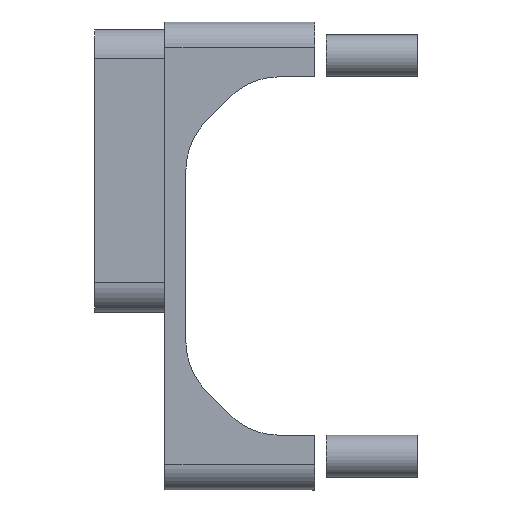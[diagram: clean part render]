
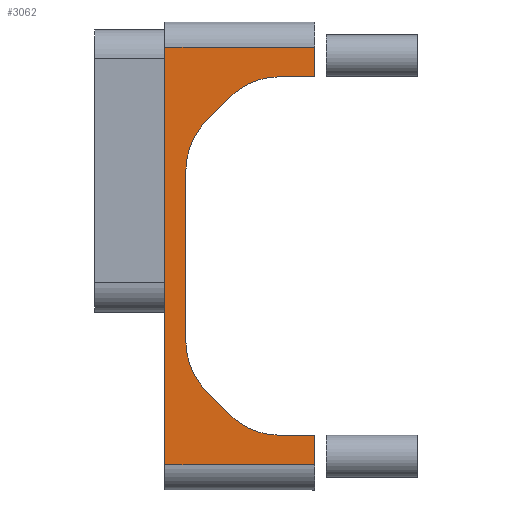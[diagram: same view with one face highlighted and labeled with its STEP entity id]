
A CAD part, left-side view. The second image highlights one B-rep face of the part: STEP entity #3062.
In plain terms, the highlighted planar face has unit normal (-1, 0, 0).
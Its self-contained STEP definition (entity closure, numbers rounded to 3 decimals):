
#78=PLANE($,#3438);
#119=LINE($,#4759,#309);
#130=LINE($,#4789,#320);
#135=LINE($,#4806,#325);
#142=LINE($,#4823,#332);
#173=LINE($,#4918,#363);
#176=LINE($,#4926,#366);
#191=LINE($,#4968,#381);
#254=LINE($,#5268,#444);
#255=LINE($,#5271,#445);
#256=LINE($,#5272,#446);
#309=VECTOR($,#3756,24.466);
#320=VECTOR($,#3779,4.726);
#325=VECTOR($,#3800,4.726);
#332=VECTOR($,#3817,5.058);
#363=VECTOR($,#3918,5.058);
#366=VECTOR($,#3927,4.22);
#381=VECTOR($,#3972,4.22);
#444=VECTOR($,#4349,21.4);
#445=VECTOR($,#4352,59.59);
#446=VECTOR($,#4353,21.4);
#835=FACE_OUTER_BOUND($,#1049,.T.);
#1049=EDGE_LOOP($,(#2694,#2695,#2696,#2697,#2698,#2699,#2700,#2701,#2702,
#2703,#2704,#2705,#2706,#2707));
#1224=CIRCLE($,#3212,10.);
#1226=CIRCLE($,#3216,10.);
#1228=CIRCLE($,#3220,10.);
#1230=CIRCLE($,#3224,10.);
#1474=VERTEX_POINT($,#4756);
#1475=VERTEX_POINT($,#4758);
#1484=VERTEX_POINT($,#4779);
#1485=VERTEX_POINT($,#4780);
#1488=VERTEX_POINT($,#4788);
#1490=VERTEX_POINT($,#4799);
#1492=VERTEX_POINT($,#4805);
#1494=VERTEX_POINT($,#4811);
#1497=VERTEX_POINT($,#4821);
#1526=VERTEX_POINT($,#4917);
#1528=VERTEX_POINT($,#4925);
#1540=VERTEX_POINT($,#4967);
#1620=VERTEX_POINT($,#5266);
#1621=VERTEX_POINT($,#5270);
#1780=EDGE_CURVE($,#1474,#1475,#119,.T.);
#1791=EDGE_CURVE($,#1484,#1485,#1224,.T.);
#1795=EDGE_CURVE($,#1488,#1484,#130,.T.);
#1798=EDGE_CURVE($,#1475,#1488,#1226,.T.);
#1801=EDGE_CURVE($,#1490,#1474,#1228,.T.);
#1804=EDGE_CURVE($,#1492,#1490,#135,.T.);
#1807=EDGE_CURVE($,#1494,#1492,#1230,.T.);
#1813=EDGE_CURVE($,#1494,#1497,#142,.T.);
#1860=EDGE_CURVE($,#1485,#1526,#173,.T.);
#1864=EDGE_CURVE($,#1526,#1528,#176,.T.);
#1885=EDGE_CURVE($,#1540,#1497,#191,.T.);
#2027=EDGE_CURVE($,#1620,#1540,#254,.T.);
#2028=EDGE_CURVE($,#1621,#1620,#255,.T.);
#2029=EDGE_CURVE($,#1621,#1528,#256,.T.);
#2694=ORIENTED_EDGE($,*,*,#2027,.F.);
#2695=ORIENTED_EDGE($,*,*,#2028,.F.);
#2696=ORIENTED_EDGE($,*,*,#2029,.T.);
#2697=ORIENTED_EDGE($,*,*,#1864,.F.);
#2698=ORIENTED_EDGE($,*,*,#1860,.F.);
#2699=ORIENTED_EDGE($,*,*,#1791,.F.);
#2700=ORIENTED_EDGE($,*,*,#1795,.F.);
#2701=ORIENTED_EDGE($,*,*,#1798,.F.);
#2702=ORIENTED_EDGE($,*,*,#1780,.F.);
#2703=ORIENTED_EDGE($,*,*,#1801,.F.);
#2704=ORIENTED_EDGE($,*,*,#1804,.F.);
#2705=ORIENTED_EDGE($,*,*,#1807,.F.);
#2706=ORIENTED_EDGE($,*,*,#1813,.T.);
#2707=ORIENTED_EDGE($,*,*,#1885,.F.);
#3062=ADVANCED_FACE($,(#835),#78,.T.);
#3212=AXIS2_PLACEMENT_3D($,#4781,#3771,#3772);
#3216=AXIS2_PLACEMENT_3D($,#4794,#3784,#3785);
#3220=AXIS2_PLACEMENT_3D($,#4800,#3793,#3794);
#3224=AXIS2_PLACEMENT_3D($,#4812,#3805,#3806);
#3438=AXIS2_PLACEMENT_3D($,#5269,#4350,#4351);
#3756=DIRECTION($,(0.,0.,-1.));
#3771=DIRECTION('center_axis',(-1.,0.,0.));
#3772=DIRECTION('ref_axis',(0.,0.707,-0.707));
#3779=DIRECTION($,(0.,-0.707,-0.707));
#3784=DIRECTION('center_axis',(-1.,0.,0.));
#3785=DIRECTION('ref_axis',(0.,1.,0.));
#3793=DIRECTION('center_axis',(-1.,0.,0.));
#3794=DIRECTION('ref_axis',(0.,0.707,0.707));
#3800=DIRECTION($,(0.,0.707,-0.707));
#3805=DIRECTION('center_axis',(-1.,0.,0.));
#3806=DIRECTION('ref_axis',(0.,0.,1.));
#3817=DIRECTION($,(0.,-1.,0.));
#3918=DIRECTION($,(0.,-1.,0.));
#3927=DIRECTION($,(0.,0.,-1.));
#3972=DIRECTION($,(0.,0.,-1.));
#4349=DIRECTION($,(0.,-1.,0.));
#4350=DIRECTION('center_axis',(-1.,0.,0.));
#4351=DIRECTION('ref_axis',(0.,0.,1.));
#4352=DIRECTION($,(0.,0.,1.));
#4353=DIRECTION($,(0.,-1.,0.));
#4756=CARTESIAN_POINT('',(-104.7,0.,48.618));
#4758=CARTESIAN_POINT('',(-104.7,0.,24.152));
#4759=CARTESIAN_POINT($,(-104.7,0.,66.18));
#4779=CARTESIAN_POINT('',(-104.7,-6.271,13.739));
#4780=CARTESIAN_POINT('',(-104.7,-13.342,10.81));
#4781=CARTESIAN_POINT('Origin',(-104.7,-13.342,20.81));
#4788=CARTESIAN_POINT('',(-104.7,-2.929,17.081));
#4789=CARTESIAN_POINT($,(-104.7,-2.929,17.081));
#4794=CARTESIAN_POINT('Origin',(-104.7,-10.,24.152));
#4799=CARTESIAN_POINT('',(-104.7,-2.929,55.689));
#4800=CARTESIAN_POINT('Origin',(-104.7,-10.,48.618));
#4805=CARTESIAN_POINT('',(-104.7,-6.271,59.031));
#4806=CARTESIAN_POINT($,(-104.7,-6.271,59.031));
#4811=CARTESIAN_POINT('',(-104.7,-13.342,61.96));
#4812=CARTESIAN_POINT('Origin',(-104.7,-13.342,51.96));
#4821=CARTESIAN_POINT('',(-104.7,-18.4,61.96));
#4823=CARTESIAN_POINT($,(-104.7,0.,61.96));
#4917=CARTESIAN_POINT('',(-104.7,-18.4,10.81));
#4918=CARTESIAN_POINT($,(-104.7,0.,10.81));
#4925=CARTESIAN_POINT('',(-104.7,-18.4,6.59));
#4926=CARTESIAN_POINT($,(-104.7,-18.4,66.18));
#4967=CARTESIAN_POINT('',(-104.7,-18.4,66.18));
#4968=CARTESIAN_POINT($,(-104.7,-18.4,66.18));
#5266=CARTESIAN_POINT('',(-104.7,3.,66.18));
#5268=CARTESIAN_POINT($,(-104.7,0.,66.18));
#5269=CARTESIAN_POINT('Origin',(-104.7,0.,6.59));
#5270=CARTESIAN_POINT('',(-104.7,3.,6.59));
#5271=CARTESIAN_POINT($,(-104.7,3.,66.18));
#5272=CARTESIAN_POINT($,(-104.7,0.,6.59));
